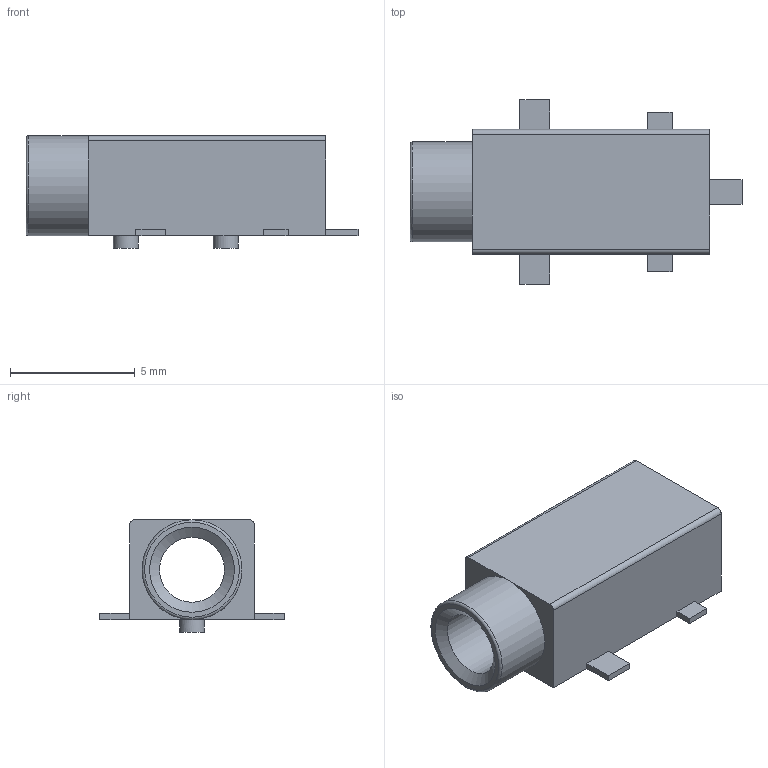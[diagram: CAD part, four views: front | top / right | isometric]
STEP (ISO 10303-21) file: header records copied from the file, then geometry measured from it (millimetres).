
FILE_DESCRIPTION(('FreeCAD Model'),'2;1');
FILE_NAME('Open CASCADE Shape Model','2021-06-29T11:37:16',(''),(''), 'Open CASCADE STEP processor 7.4','FreeCAD','Unknown');
FILE_SCHEMA(('AUTOMOTIVE_DESIGN { 1 0 10303 214 1 1 1 1 }'));
Length unit declared in the file: millimetre
Products named in the file (1): Body
Bounding box: 13.3 x 7.4 x 4.5 mm (x, y, z)
Volume: 159.2 mm3; surface area: 342.9 mm2
Topology: 1 solids, 1 shells, 47 faces, 110 edges, 66 vertices
Faces by surface type: plane 39, cylinder 6, cone 1, torus 1
Full cylindrical faces by diameter (mm): 1 x2, 2.6 x1, 4 x1
Entity records: 2927 total; most frequent: CARTESIAN_POINT 462, DIRECTION 442, LINE 295, VECTOR 295, ORIENTED_EDGE 220, PCURVE 220, DEFINITIONAL_REPRESENTATION 220, EDGE_CURVE 110
